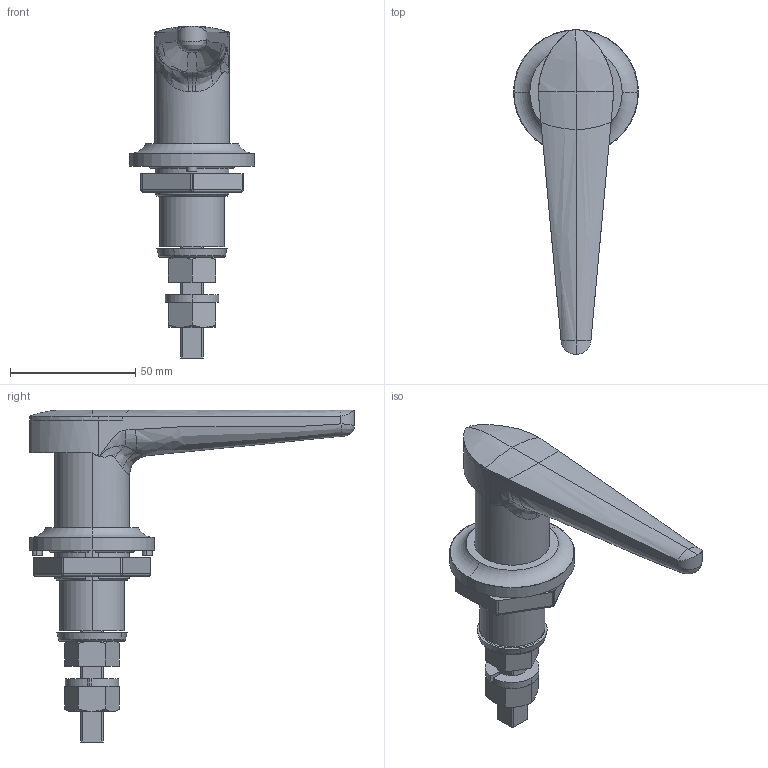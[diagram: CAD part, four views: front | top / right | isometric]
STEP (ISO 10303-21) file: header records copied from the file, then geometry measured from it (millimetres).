
FILE_DESCRIPTION (( 'STEP AP203' ), '1' );
FILE_NAME ('A-106-1.STEP', '2018-07-12T08:15:29', ( '' ), ( '' ), 'SwSTEP 2.0', 'SolidWorks 2014', '' );
FILE_SCHEMA (( 'CONFIG_CONTROL_DESIGN' ));
Length unit declared in the file: millimetre
Products named in the file (13): A-106_スプリング受; A-106-1_本体_; A-106_ばね座金ver1.0_M12ばね座金(鉄); A-106_リングワッシャ; A-106_M30六角ナット; A-106_スプリング_; A-106_蓋; ダミーローター__#200-4_; A-106_インサート; A-106_ノックピン; A-106_榋妏僫僢僩ver1.01_M12僫僢僩(揝)1庬_屇傃宎婎弨; A-106_受座; A-106-1
Assembly tree (13 placements, depth 2):
  A-106-1
    A-106-1_本体_
    A-106_蓋
    A-106_受座
    A-106_リングワッシャ
    A-106_インサート
    A-106_M30六角ナット
    A-106_ノックピン
    A-106_スプリング受
    A-106_スプリング_
    A-106_榋妏僫僢僩ver1.01_M12僫僢僩(揝)1庬_屇傃宎婎弨  x2
    A-106_ばね座金ver1.0_M12ばね座金(鉄)
    ダミーローター__#200-4_
Bounding box: 50 x 130 x 132.8 mm (x, y, z)
Volume: 98174.2 mm3; surface area: 41546.3 mm2
Topology: 13 solids, 13 shells, 297 faces, 709 edges, 446 vertices
Faces by surface type: plane 125, cylinder 104, cone 30, bspline 21, torus 10, sphere 7
Entity records: 10485 total; most frequent: CARTESIAN_POINT 2643, DIRECTION 1391, ORIENTED_EDGE 1314, EDGE_CURVE 657, AXIS2_PLACEMENT_3D 548, VERTEX_POINT 420, EDGE_LOOP 311, LINE 295
